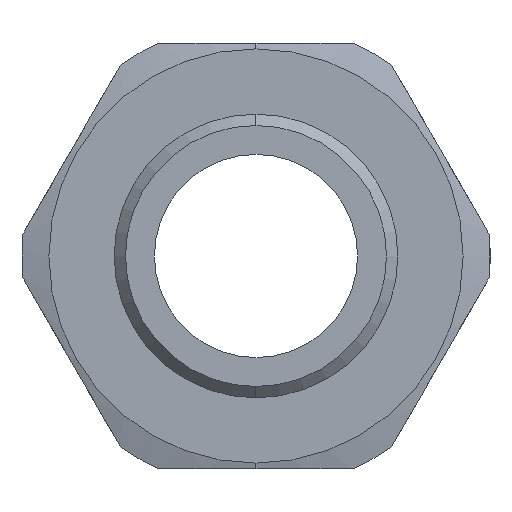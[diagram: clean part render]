
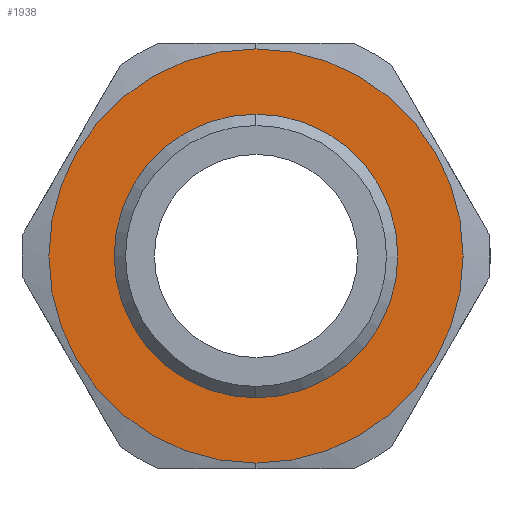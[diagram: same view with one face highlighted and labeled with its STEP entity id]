
A CAD part, left-side view. The second image highlights one B-rep face of the part: STEP entity #1938.
In plain terms, the highlighted planar face has unit normal (-1, 0, 0).
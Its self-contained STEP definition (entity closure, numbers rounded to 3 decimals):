
#14 = AXIS2_PLACEMENT_3D ( 'NONE', #37, #803, #1861 ) ;
#37 = CARTESIAN_POINT ( 'NONE',  ( 15., 0., 0. ) ) ;
#168 = AXIS2_PLACEMENT_3D ( 'NONE', #2388, #2655, #250 ) ;
#170 = FACE_BOUND ( 'NONE', #2916, .T. ) ;
#250 = DIRECTION ( 'NONE',  ( 0., 0., 1. ) ) ;
#395 = ORIENTED_EDGE ( 'NONE', *, *, #2288, .F. ) ;
#439 = DIRECTION ( 'NONE',  ( -1., 0., 0. ) ) ;
#450 = CIRCLE ( 'NONE', #14, 12.5 ) ;
#592 = DIRECTION ( 'NONE',  ( -1., 0., 0. ) ) ;
#626 = CARTESIAN_POINT ( 'NONE',  ( 15., 12.5, 0. ) ) ;
#634 = PLANE ( 'NONE',  #1560 ) ;
#645 = VERTEX_POINT ( 'NONE', #2272 ) ;
#693 = CARTESIAN_POINT ( 'NONE',  ( 15., 0., 18.25 ) ) ;
#803 = DIRECTION ( 'NONE',  ( -1., 0., 0. ) ) ;
#841 = EDGE_CURVE ( 'NONE', #1634, #2539, #450, .T. ) ;
#1043 = CARTESIAN_POINT ( 'NONE',  ( 15., 0., -12.5 ) ) ;
#1081 = ORIENTED_EDGE ( 'NONE', *, *, #1770, .T. ) ;
#1136 = AXIS2_PLACEMENT_3D ( 'NONE', #1785, #439, #2818 ) ;
#1154 = FACE_OUTER_BOUND ( 'NONE', #1800, .T. ) ;
#1291 = ORIENTED_EDGE ( 'NONE', *, *, #2612, .T. ) ;
#1383 = DIRECTION ( 'NONE',  ( 0., 0., -1. ) ) ;
#1400 = CIRCLE ( 'NONE', #1806, 18.25 ) ;
#1560 = AXIS2_PLACEMENT_3D ( 'NONE', #626, #2996, #1383 ) ;
#1634 = VERTEX_POINT ( 'NONE', #1043 ) ;
#1770 = EDGE_CURVE ( 'NONE', #2001, #645, #1400, .T. ) ;
#1785 = CARTESIAN_POINT ( 'NONE',  ( 15., 0., 0. ) ) ;
#1800 = EDGE_LOOP ( 'NONE', ( #1291, #1081 ) ) ;
#1806 = AXIS2_PLACEMENT_3D ( 'NONE', #1913, #592, #2659 ) ;
#1861 = DIRECTION ( 'NONE',  ( 0., 0., 1. ) ) ;
#1913 = CARTESIAN_POINT ( 'NONE',  ( 15., 0., 0. ) ) ;
#1938 = ADVANCED_FACE ( 'NONE', ( #170, #1154 ), #634, .F. ) ;
#1992 = CARTESIAN_POINT ( 'NONE',  ( 15., 0., 12.5 ) ) ;
#2001 = VERTEX_POINT ( 'NONE', #693 ) ;
#2272 = CARTESIAN_POINT ( 'NONE',  ( 15., 0., -18.25 ) ) ;
#2288 = EDGE_CURVE ( 'NONE', #2539, #1634, #2553, .T. ) ;
#2388 = CARTESIAN_POINT ( 'NONE',  ( 15., 0., 0. ) ) ;
#2539 = VERTEX_POINT ( 'NONE', #1992 ) ;
#2553 = CIRCLE ( 'NONE', #168, 12.5 ) ;
#2612 = EDGE_CURVE ( 'NONE', #645, #2001, #2923, .T. ) ;
#2655 = DIRECTION ( 'NONE',  ( -1., 0., 0. ) ) ;
#2659 = DIRECTION ( 'NONE',  ( 0., 0., 1. ) ) ;
#2818 = DIRECTION ( 'NONE',  ( 0., 0., 1. ) ) ;
#2916 = EDGE_LOOP ( 'NONE', ( #3115, #395 ) ) ;
#2923 = CIRCLE ( 'NONE', #1136, 18.25 ) ;
#2996 = DIRECTION ( 'NONE',  ( 1., 0., 0. ) ) ;
#3115 = ORIENTED_EDGE ( 'NONE', *, *, #841, .F. ) ;
